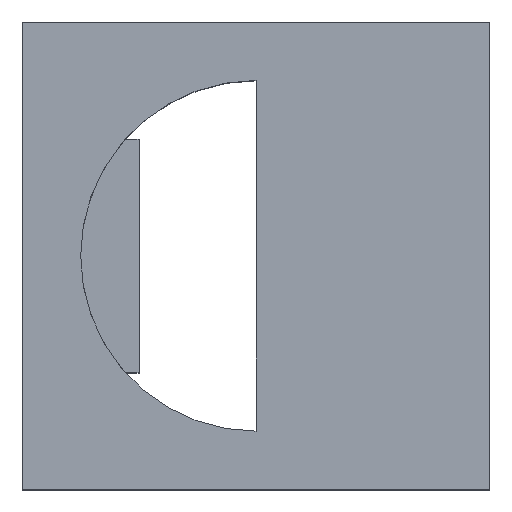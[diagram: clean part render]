
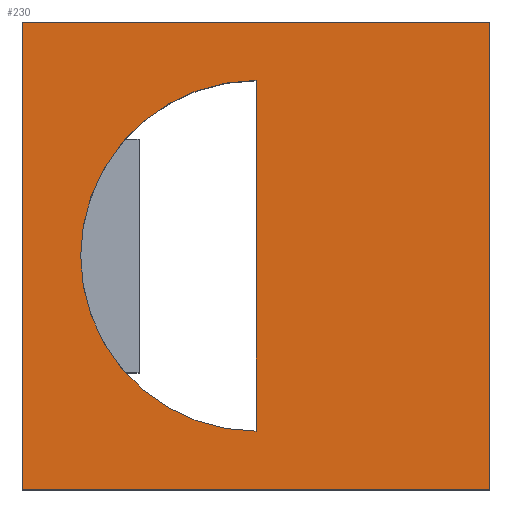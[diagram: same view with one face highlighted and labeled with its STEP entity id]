
A CAD part, top view. The second image highlights one B-rep face of the part: STEP entity #230.
In plain terms, the highlighted planar face has unit normal (0, 0, 1).
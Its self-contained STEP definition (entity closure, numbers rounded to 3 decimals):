
#1=CARTESIAN_POINT('POINT1',(-40.,-40.,20.));
#2=VERTEX_POINT('VERTEX1',#1);
#3=CARTESIAN_POINT('POINT2',(40.,-40.,20.));
#4=VERTEX_POINT('VERTEX2',#3);
#5=CARTESIAN_POINT('POS1',(0.,-40.,20.));
#6=DIRECTION('DIR1',(1.,0.,0.));
#7=VECTOR('VEC1',#6,1.);
#8=LINE('STRAIGHT1',#5,#7);
#9=EDGE_CURVE('EDGE1',#2,#4,#8,.T.);
#50=CARTESIAN_POINT('POINT6',(40.,40.,20.));
#51=VERTEX_POINT('VERTEX6',#50);
#58=CARTESIAN_POINT('POS8',(40.,0.,20.));
#59=DIRECTION('DIR9',(0.,1.,0.));
#60=VECTOR('VEC7',#59,1.);
#61=LINE('STRAIGHT7',#58,#60);
#62=EDGE_CURVE('EDGE7',#4,#51,#61,.T.);
#80=CARTESIAN_POINT('POINT8',(-40.,40.,20.));
#81=VERTEX_POINT('VERTEX8',#80);
#88=CARTESIAN_POINT('POS12',(0.,40.,20.));
#89=DIRECTION('DIR14',(-1.,0.,0.));
#90=VECTOR('VEC10',#89,1.);
#91=LINE('STRAIGHT10',#88,#90);
#92=EDGE_CURVE('EDGE10',#51,#81,#91,.T.);
#110=CARTESIAN_POINT('POS15',(-40.,0.,20.));
#111=DIRECTION('DIR18',(0.,-1.,0.));
#112=VECTOR('VEC12',#111,1.);
#113=LINE('STRAIGHT12',#110,#112);
#114=EDGE_CURVE('EDGE12',#81,#2,#113,.T.);
#196=CARTESIAN_POINT('POINT15',(0.,-30.,20.));
#197=VERTEX_POINT('VERTEX15',#196);
#198=CARTESIAN_POINT('POINT16',(-30.,0.,20.
   ));
#199=VERTEX_POINT('VERTEX16',#198);
#200=CARTESIAN_POINT('POS26',(0.,0.,20.));
#201=DIRECTION('DIR32',(0.,0.,-1.));
#202=DIRECTION('DIR33',(1.,0.,0.));
#203=AXIS2_PLACEMENT_3D('AXIS7',#200,#201,#202);
#204=CIRCLE('ELLIPSE1',#203,30.);
#205=EDGE_CURVE('EDGE20',#197,#199,#204,.T.);
#206=ORIENTED_EDGE('COEDGE25',*,*,#205,.T.);
#207=CARTESIAN_POINT('POINT17',(0.,30.,20.));
#208=VERTEX_POINT('VERTEX17',#207);
#209=EDGE_CURVE('EDGE21',#199,#208,#204,.T.);
#210=ORIENTED_EDGE('COEDGE26',*,*,#209,.T.);
#211=CARTESIAN_POINT('POS27',(0.,0.,20.));
#212=DIRECTION('DIR34',(0.,-1.,0.));
#213=VECTOR('VEC20',#212,1.);
#214=LINE('STRAIGHT20',#211,#213);
#215=EDGE_CURVE('EDGE22',#208,#197,#214,.T.);
#216=ORIENTED_EDGE('COEDGE27',*,*,#215,.T.);
#217=EDGE_LOOP('NONE',(#206,#210,#216));
#218=FACE_BOUND('LOOP1',#217,.T.);
#219=ORIENTED_EDGE('COEDGE28',*,*,#9,.T.);
#220=ORIENTED_EDGE('COEDGE29',*,*,#62,.T.);
#221=ORIENTED_EDGE('COEDGE30',*,*,#92,.T.);
#222=ORIENTED_EDGE('COEDGE31',*,*,#114,.T.);
#223=EDGE_LOOP('NONE',(#219,#220,#221,#222));
#224=FACE_BOUND('LOOP1',#223,.T.);
#225=CARTESIAN_POINT('POS28',(0.,0.,20.));
#226=DIRECTION('DIR35',(0.,0.,1.));
#227=DIRECTION('DIR36',(1.,0.,0.));
#228=AXIS2_PLACEMENT_3D('AXIS8',#225,#226,#227);
#229=PLANE('PLANE7',#228);
#230=ADVANCED_FACE('FACE7',(#218,#224),#229,.T.);
